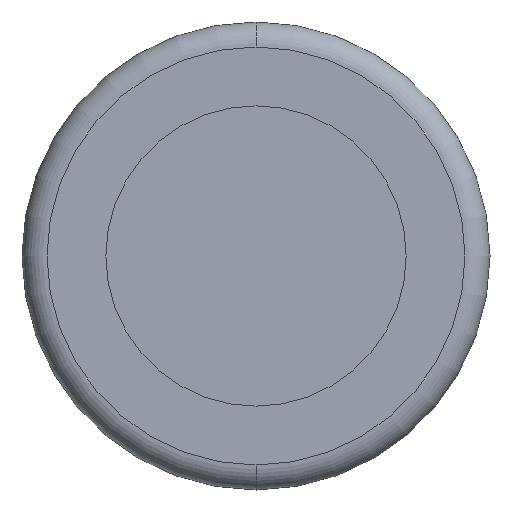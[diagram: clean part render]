
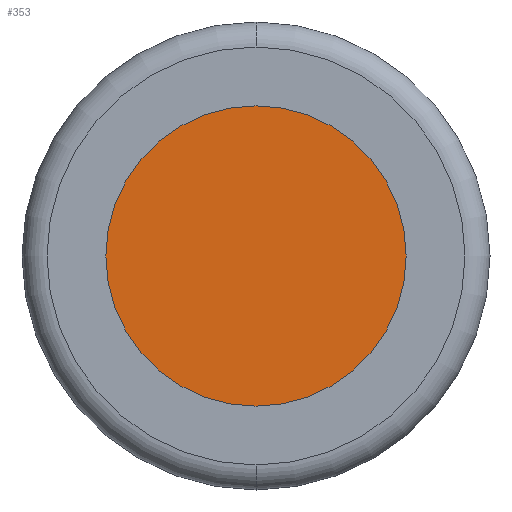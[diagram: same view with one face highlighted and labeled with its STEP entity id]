
A CAD part, front view. The second image highlights one B-rep face of the part: STEP entity #353.
In plain terms, the highlighted planar face has unit normal (0, -1, 0).
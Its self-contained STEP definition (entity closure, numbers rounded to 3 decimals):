
#38 = CARTESIAN_POINT ( 'NONE',  ( 0., 0., 0. ) ) ;
#60 = CARTESIAN_POINT ( 'NONE',  ( 0., 0., 0. ) ) ;
#64 = ORIENTED_EDGE ( 'NONE', *, *, #189, .T. ) ;
#75 = AXIS2_PLACEMENT_3D ( 'NONE', #594, #586, #175 ) ;
#81 = EDGE_LOOP ( 'NONE', ( #555, #64 ) ) ;
#143 = DIRECTION ( 'NONE',  ( 0., -1., 0. ) ) ;
#163 = CIRCLE ( 'NONE', #278, 6. ) ;
#175 = DIRECTION ( 'NONE',  ( 0., 0., 1. ) ) ;
#189 = EDGE_CURVE ( 'NONE', #422, #468, #492, .T. ) ;
#278 = AXIS2_PLACEMENT_3D ( 'NONE', #60, #342, #295 ) ;
#295 = DIRECTION ( 'NONE',  ( 0., 0., -1. ) ) ;
#342 = DIRECTION ( 'NONE',  ( 0., -1., 0. ) ) ;
#353 = ADVANCED_FACE ( 'NONE', ( #447 ), #646, .F. ) ;
#416 = AXIS2_PLACEMENT_3D ( 'NONE', #38, #143, #531 ) ;
#422 = VERTEX_POINT ( 'NONE', #650 ) ;
#447 = FACE_OUTER_BOUND ( 'NONE', #81, .T. ) ;
#468 = VERTEX_POINT ( 'NONE', #615 ) ;
#492 = CIRCLE ( 'NONE', #416, 6. ) ;
#531 = DIRECTION ( 'NONE',  ( 0., 0., -1. ) ) ;
#555 = ORIENTED_EDGE ( 'NONE', *, *, #565, .T. ) ;
#565 = EDGE_CURVE ( 'NONE', #468, #422, #163, .T. ) ;
#586 = DIRECTION ( 'NONE',  ( 0., 1., 0. ) ) ;
#594 = CARTESIAN_POINT ( 'NONE',  ( 0., 0., 0. ) ) ;
#615 = CARTESIAN_POINT ( 'NONE',  ( 0., 0., -6. ) ) ;
#646 = PLANE ( 'NONE',  #75 ) ;
#650 = CARTESIAN_POINT ( 'NONE',  ( 0., 0., 6. ) ) ;
